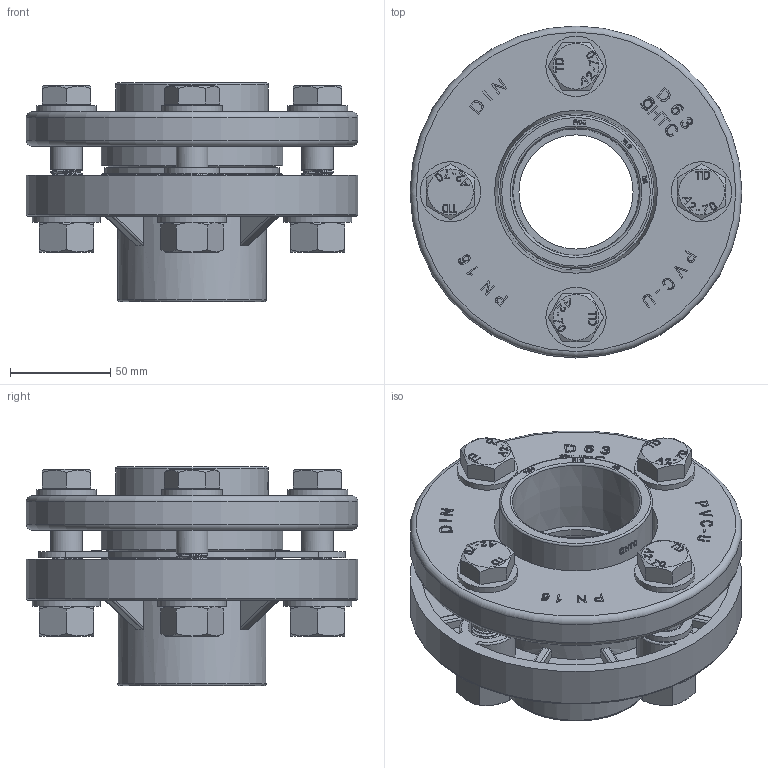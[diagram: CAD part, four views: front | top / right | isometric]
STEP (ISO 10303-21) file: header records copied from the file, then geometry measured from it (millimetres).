
FILE_DESCRIPTION(/* description */ (''),/* implementation_level */ '2;1');
FILE_NAME(/* name */ 'AF0707.000.063.step',/* time_stamp */ '2026-02-13T11:45:21+01:00',/* author */ (''),/* organization */ (''),/* preprocessor_version */ 'ST-DEVELOPER v20.1',/* originating_system */ 'Autodesk Translation Framework v14.24.0.0',/* authorisation */ '');
FILE_SCHEMA (('AUTOMOTIVE_DESIGN { 1 0 10303 214 3 1 1 }'));
Length unit declared in the file: millimetre
Products named in the file (9): 2026-02-13-07-39-02-049; 2026-02-13-08-39-53-421; 2026-02-13-08-39-54-992; 2026-02-13-08-40-21-672; 2026-02-13-10-54-04-123; 2026-02-13-10-54-04-224; 2026-02-13-10-54-04-231; 2026-02-13-10-54-04-233; 2026-02-13-10-54-04-230
Assembly tree (20 placements, depth 3):
  2026-02-13-07-39-02-049
    2026-02-13-08-39-53-421
    2026-02-13-08-39-54-992
    2026-02-13-08-40-21-672
    2026-02-13-10-54-04-123
      2026-02-13-10-54-04-224  x4
      2026-02-13-10-54-04-231  x4
      2026-02-13-10-54-04-233  x4
      2026-02-13-10-54-04-230  x4
Bounding box: 165.2 x 165.2 x 109.05 mm (x, y, z)
Volume: 651775.4 mm3; surface area: 237469 mm2
Topology: 20 solids, 20 shells, 1946 faces, 5202 edges, 3454 vertices
Faces by surface type: plane 831, bspline 666, cylinder 371, cone 43, torus 35
Full cylindrical faces by diameter (mm): 3.5 x1, 4.667 x1, 13.534 x72, 15.519 x12, 15.822 x76, 17 x4, 18 x6, 18.293 x16, 19 x8, 30 x4, 34 x4, 56.8 x1, 60.2 x1, 63 x1, 67.2 x1, 70 x1, 74 x1, 76 x1, 77.1 x1, 79.9 x1, 87.3 x1, 90.1 x1, 90.5 x1, 165 x1, 165.2 x1
Entity records: 54272 total; most frequent: CARTESIAN_POINT 23460, ORIENTED_EDGE 7158, DIRECTION 4907, EDGE_CURVE 3579, VERTEX_POINT 2380, LINE 2009, VECTOR 2009, EDGE_LOOP 1493
